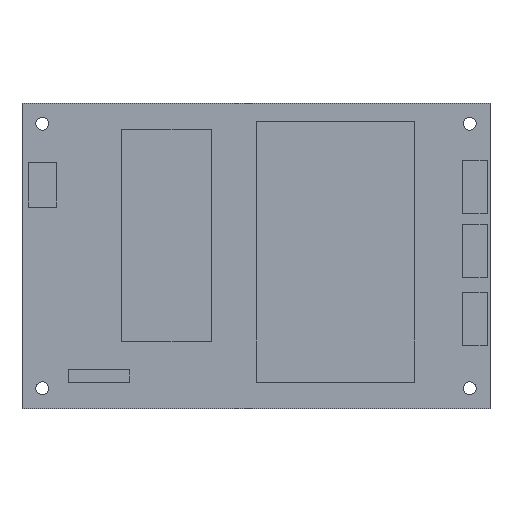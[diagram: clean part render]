
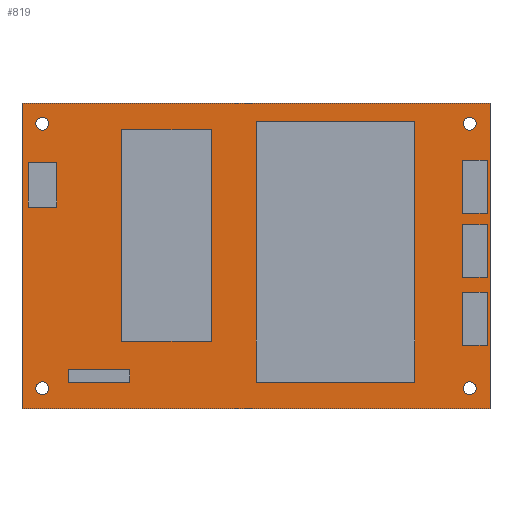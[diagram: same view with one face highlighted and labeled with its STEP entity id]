
A CAD part, top view. The second image highlights one B-rep face of the part: STEP entity #819.
In plain terms, the highlighted planar face has unit normal (0, 0, 1).
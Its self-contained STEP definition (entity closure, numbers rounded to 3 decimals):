
#35=FACE_BOUND('',#152,.T.);
#36=FACE_BOUND('',#153,.T.);
#37=FACE_BOUND('',#154,.T.);
#38=FACE_BOUND('',#155,.T.);
#47=PLANE('',#901);
#99=FACE_OUTER_BOUND('',#151,.T.);
#151=EDGE_LOOP('',(#623,#624,#625,#626));
#152=EDGE_LOOP('',(#627));
#153=EDGE_LOOP('',(#628));
#154=EDGE_LOOP('',(#629));
#155=EDGE_LOOP('',(#630));
#207=LINE('',#1201,#307);
#211=LINE('',#1209,#311);
#214=LINE('',#1215,#314);
#217=LINE('',#1220,#317);
#307=VECTOR('',#980,10.);
#311=VECTOR('',#986,10.);
#314=VECTOR('',#991,10.);
#317=VECTOR('',#996,10.);
#404=CIRCLE('',#887,1.6);
#406=CIRCLE('',#890,1.6);
#408=CIRCLE('',#893,1.6);
#410=CIRCLE('',#896,1.6);
#412=VERTEX_POINT('',#1177);
#414=VERTEX_POINT('',#1183);
#416=VERTEX_POINT('',#1189);
#418=VERTEX_POINT('',#1195);
#419=VERTEX_POINT('',#1199);
#420=VERTEX_POINT('',#1200);
#423=VERTEX_POINT('',#1208);
#425=VERTEX_POINT('',#1214);
#485=EDGE_CURVE('',#412,#412,#404,.T.);
#488=EDGE_CURVE('',#414,#414,#406,.T.);
#491=EDGE_CURVE('',#416,#416,#408,.T.);
#494=EDGE_CURVE('',#418,#418,#410,.T.);
#495=EDGE_CURVE('',#419,#420,#207,.T.);
#499=EDGE_CURVE('',#420,#423,#211,.T.);
#502=EDGE_CURVE('',#423,#425,#214,.T.);
#505=EDGE_CURVE('',#425,#419,#217,.T.);
#623=ORIENTED_EDGE('',*,*,#505,.T.);
#624=ORIENTED_EDGE('',*,*,#495,.T.);
#625=ORIENTED_EDGE('',*,*,#499,.T.);
#626=ORIENTED_EDGE('',*,*,#502,.T.);
#627=ORIENTED_EDGE('',*,*,#494,.T.);
#628=ORIENTED_EDGE('',*,*,#491,.T.);
#629=ORIENTED_EDGE('',*,*,#488,.T.);
#630=ORIENTED_EDGE('',*,*,#485,.T.);
#819=ADVANCED_FACE('',(#99,#35,#36,#37,#38),#47,.T.);
#887=AXIS2_PLACEMENT_3D('',#1179,#955,#956);
#890=AXIS2_PLACEMENT_3D('',#1185,#962,#963);
#893=AXIS2_PLACEMENT_3D('',#1191,#969,#970);
#896=AXIS2_PLACEMENT_3D('',#1197,#976,#977);
#901=AXIS2_PLACEMENT_3D('',#1222,#998,#999);
#955=DIRECTION('center_axis',(0.,0.,-1.));
#956=DIRECTION('ref_axis',(1.,0.,0.));
#962=DIRECTION('center_axis',(0.,0.,-1.));
#963=DIRECTION('ref_axis',(1.,0.,0.));
#969=DIRECTION('center_axis',(0.,0.,-1.));
#970=DIRECTION('ref_axis',(1.,0.,0.));
#976=DIRECTION('center_axis',(0.,0.,-1.));
#977=DIRECTION('ref_axis',(1.,0.,0.));
#980=DIRECTION('',(1.,0.,0.));
#986=DIRECTION('',(0.,1.,0.));
#991=DIRECTION('',(-1.,0.,0.));
#996=DIRECTION('',(0.,-1.,0.));
#998=DIRECTION('center_axis',(0.,0.,1.));
#999=DIRECTION('ref_axis',(1.,0.,0.));
#1177=CARTESIAN_POINT('',(-54.1,32.5,1.51));
#1179=CARTESIAN_POINT('Origin',(-52.5,32.5,1.51));
#1183=CARTESIAN_POINT('',(50.9,32.5,1.51));
#1185=CARTESIAN_POINT('Origin',(52.5,32.5,1.51));
#1189=CARTESIAN_POINT('',(-54.1,-32.5,1.51));
#1191=CARTESIAN_POINT('Origin',(-52.5,-32.5,1.51));
#1195=CARTESIAN_POINT('',(50.9,-32.5,1.51));
#1197=CARTESIAN_POINT('Origin',(52.5,-32.5,1.51));
#1199=CARTESIAN_POINT('',(-57.5,-37.5,1.51));
#1200=CARTESIAN_POINT('',(57.5,-37.5,1.51));
#1201=CARTESIAN_POINT('',(-57.5,-37.5,1.51));
#1208=CARTESIAN_POINT('',(57.5,37.5,1.51));
#1209=CARTESIAN_POINT('',(57.5,-37.5,1.51));
#1214=CARTESIAN_POINT('',(-57.5,37.5,1.51));
#1215=CARTESIAN_POINT('',(57.5,37.5,1.51));
#1220=CARTESIAN_POINT('',(-57.5,37.5,1.51));
#1222=CARTESIAN_POINT('Origin',(0.,0.,1.51));
